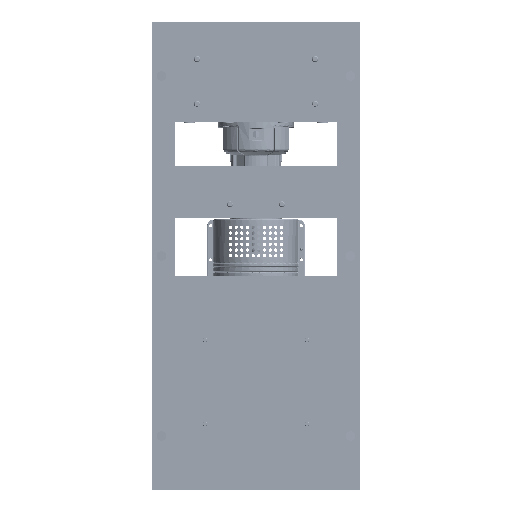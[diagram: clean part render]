
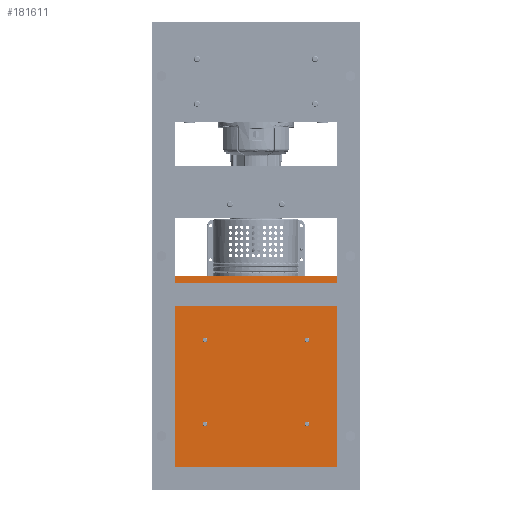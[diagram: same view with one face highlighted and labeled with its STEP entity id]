
A CAD part, front view. The second image highlights one B-rep face of the part: STEP entity #181611.
In plain terms, the highlighted planar face has unit normal (0, -1, 0).
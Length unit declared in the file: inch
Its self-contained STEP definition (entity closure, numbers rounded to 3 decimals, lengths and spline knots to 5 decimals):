
#606 = EDGE_CURVE ( 'NONE', #198510, #42816, #8287, .T. ) ;
#2559 = DIRECTION ( 'NONE',  ( 0., -1., 0. ) ) ;
#3546 = VERTEX_POINT ( 'NONE', #277372 ) ;
#3948 = ORIENTED_EDGE ( 'NONE', *, *, #358995, .F. ) ;
#4526 = ORIENTED_EDGE ( 'NONE', *, *, #169209, .F. ) ;
#7459 = VERTEX_POINT ( 'NONE', #351247 ) ;
#8287 = CIRCLE ( 'NONE', #228282, 0.205 ) ;
#9428 = DIRECTION ( 'NONE',  ( 0., -1., 0. ) ) ;
#9458 = AXIS2_PLACEMENT_3D ( 'NONE', #274351, #93150, #203257 ) ;
#10989 = DIRECTION ( 'NONE',  ( 0., 0., 1. ) ) ;
#11949 = DIRECTION ( 'NONE',  ( 0., -1., 0. ) ) ;
#15451 = VERTEX_POINT ( 'NONE', #446951 ) ;
#15999 = EDGE_CURVE ( 'NONE', #223270, #416869, #209426, .T. ) ;
#23768 = ORIENTED_EDGE ( 'NONE', *, *, #271996, .F. ) ;
#27211 = DIRECTION ( 'NONE',  ( 1., 0., 0. ) ) ;
#34346 = ORIENTED_EDGE ( 'NONE', *, *, #197938, .F. ) ;
#34806 = CARTESIAN_POINT ( 'NONE',  ( -3.59824, 0., 4.25 ) ) ;
#34820 = EDGE_CURVE ( 'NONE', #3546, #258912, #140647, .T. ) ;
#34991 = FACE_BOUND ( 'NONE', #108517, .T. ) ;
#36906 = ORIENTED_EDGE ( 'NONE', *, *, #15999, .F. ) ;
#37059 = DIRECTION ( 'NONE',  ( 0., 0., 1. ) ) ;
#42816 = VERTEX_POINT ( 'NONE', #271441 ) ;
#44655 = LINE ( 'NONE', #85869, #88752 ) ;
#56568 = ORIENTED_EDGE ( 'NONE', *, *, #431394, .F. ) ;
#58548 = AXIS2_PLACEMENT_3D ( 'NONE', #76232, #103900, #276090 ) ;
#60108 = EDGE_LOOP ( 'NONE', ( #36906, #238271 ) ) ;
#65918 = VECTOR ( 'NONE', #276070, 39.37008 ) ;
#76232 = CARTESIAN_POINT ( 'NONE',  ( 0., 0., 0. ) ) ;
#85869 = CARTESIAN_POINT ( 'NONE',  ( 8.75, 0., -8.29 ) ) ;
#88752 = VECTOR ( 'NONE', #402741, 39.37008 ) ;
#89798 = DIRECTION ( 'NONE',  ( 0., 0., 1. ) ) ;
#90215 = CIRCLE ( 'NONE', #9458, 0.205 ) ;
#93150 = DIRECTION ( 'NONE',  ( 0., -1., 0. ) ) ;
#94772 = CARTESIAN_POINT ( 'NONE',  ( 3.60676, 0., 4.25 ) ) ;
#103900 = DIRECTION ( 'NONE',  ( 0., 1., 0. ) ) ;
#104890 = CARTESIAN_POINT ( 'NONE',  ( -3.80324, 0., -4.25 ) ) ;
#108517 = EDGE_LOOP ( 'NONE', ( #23768, #221808 ) ) ;
#115126 = CARTESIAN_POINT ( 'NONE',  ( -3.59824, 0., 4.25 ) ) ;
#115347 = CARTESIAN_POINT ( 'NONE',  ( -3.59824, 0., -4.25 ) ) ;
#116648 = DIRECTION ( 'NONE',  ( 0., -1., 0. ) ) ;
#126745 = CARTESIAN_POINT ( 'NONE',  ( -3.80324, 0., 4.25 ) ) ;
#140010 = EDGE_CURVE ( 'NONE', #416869, #223270, #361958, .T. ) ;
#140319 = VERTEX_POINT ( 'NONE', #376324 ) ;
#140647 = LINE ( 'NONE', #416176, #65918 ) ;
#140866 = CIRCLE ( 'NONE', #405051, 0.205 ) ;
#143839 = EDGE_CURVE ( 'NONE', #140319, #15451, #90215, .T. ) ;
#143975 = CARTESIAN_POINT ( 'NONE',  ( -3.39324, 0., 4.25 ) ) ;
#145099 = DIRECTION ( 'NONE',  ( 0., 0., 1. ) ) ;
#148686 = CARTESIAN_POINT ( 'NONE',  ( 3.40176, 0., 4.25 ) ) ;
#154782 = VERTEX_POINT ( 'NONE', #143975 ) ;
#159837 = VERTEX_POINT ( 'NONE', #412140 ) ;
#165815 = DIRECTION ( 'NONE',  ( 0., -1., 0. ) ) ;
#169209 = EDGE_CURVE ( 'NONE', #258912, #7459, #266544, .T. ) ;
#172560 = AXIS2_PLACEMENT_3D ( 'NONE', #148686, #180869, #327692 ) ;
#178744 = AXIS2_PLACEMENT_3D ( 'NONE', #115347, #11949, #393227 ) ;
#179616 = FACE_OUTER_BOUND ( 'NONE', #281973, .T. ) ;
#180869 = DIRECTION ( 'NONE',  ( 0., -1., 0. ) ) ;
#181611 = ADVANCED_FACE ( 'NONE', ( #278378, #386301, #347286, #34991, #179616 ), #250731, .F. ) ;
#188142 = EDGE_CURVE ( 'NONE', #159837, #3546, #44655, .T. ) ;
#196783 = EDGE_CURVE ( 'NONE', #406626, #154782, #214928, .T. ) ;
#197938 = EDGE_CURVE ( 'NONE', #15451, #140319, #140866, .T. ) ;
#198510 = VERTEX_POINT ( 'NONE', #94772 ) ;
#200268 = CARTESIAN_POINT ( 'NONE',  ( -3.59824, 0., -4.25 ) ) ;
#203257 = DIRECTION ( 'NONE',  ( 0., 0., 1. ) ) ;
#209426 = CIRCLE ( 'NONE', #231680, 0.205 ) ;
#214928 = CIRCLE ( 'NONE', #367990, 0.205 ) ;
#221808 = ORIENTED_EDGE ( 'NONE', *, *, #606, .F. ) ;
#223270 = VERTEX_POINT ( 'NONE', #104890 ) ;
#228282 = AXIS2_PLACEMENT_3D ( 'NONE', #232502, #409332, #372605 ) ;
#231680 = AXIS2_PLACEMENT_3D ( 'NONE', #200268, #165815, #342500 ) ;
#232502 = CARTESIAN_POINT ( 'NONE',  ( 3.40176, 0., 4.25 ) ) ;
#238271 = ORIENTED_EDGE ( 'NONE', *, *, #140010, .F. ) ;
#238395 = CARTESIAN_POINT ( 'NONE',  ( -8.75, 0., 8.29 ) ) ;
#242911 = LINE ( 'NONE', #238395, #285628 ) ;
#250731 = PLANE ( 'NONE',  #58548 ) ;
#254426 = CARTESIAN_POINT ( 'NONE',  ( 3.40176, 0., -4.25 ) ) ;
#258912 = VERTEX_POINT ( 'NONE', #290667 ) ;
#266544 = LINE ( 'NONE', #406684, #451582 ) ;
#268462 = ORIENTED_EDGE ( 'NONE', *, *, #196783, .F. ) ;
#271441 = CARTESIAN_POINT ( 'NONE',  ( 3.19676, 0., 4.25 ) ) ;
#271996 = EDGE_CURVE ( 'NONE', #42816, #198510, #370500, .T. ) ;
#274351 = CARTESIAN_POINT ( 'NONE',  ( 3.40176, 0., -4.25 ) ) ;
#276070 = DIRECTION ( 'NONE',  ( -1., 0., 0. ) ) ;
#276090 = DIRECTION ( 'NONE',  ( 0., 0., 1. ) ) ;
#277372 = CARTESIAN_POINT ( 'NONE',  ( 8.75, 0., -8.29 ) ) ;
#278378 = FACE_BOUND ( 'NONE', #354389, .T. ) ;
#281973 = EDGE_LOOP ( 'NONE', ( #385799, #3948, #4526, #299120 ) ) ;
#285628 = VECTOR ( 'NONE', #27211, 39.37008 ) ;
#290667 = CARTESIAN_POINT ( 'NONE',  ( -8.75, 0., -8.29 ) ) ;
#299120 = ORIENTED_EDGE ( 'NONE', *, *, #34820, .F. ) ;
#327692 = DIRECTION ( 'NONE',  ( 0., 0., 1. ) ) ;
#342500 = DIRECTION ( 'NONE',  ( 0., 0., 1. ) ) ;
#347286 = FACE_BOUND ( 'NONE', #361156, .T. ) ;
#347371 = CARTESIAN_POINT ( 'NONE',  ( -3.39324, 0., -4.25 ) ) ;
#349254 = ORIENTED_EDGE ( 'NONE', *, *, #143839, .F. ) ;
#351247 = CARTESIAN_POINT ( 'NONE',  ( -8.75, 0., 8.29 ) ) ;
#354389 = EDGE_LOOP ( 'NONE', ( #34346, #349254 ) ) ;
#358995 = EDGE_CURVE ( 'NONE', #7459, #159837, #242911, .T. ) ;
#361156 = EDGE_LOOP ( 'NONE', ( #268462, #56568 ) ) ;
#361958 = CIRCLE ( 'NONE', #178744, 0.205 ) ;
#367990 = AXIS2_PLACEMENT_3D ( 'NONE', #34806, #2559, #37059 ) ;
#370500 = CIRCLE ( 'NONE', #172560, 0.205 ) ;
#372605 = DIRECTION ( 'NONE',  ( 0., 0., 1. ) ) ;
#376324 = CARTESIAN_POINT ( 'NONE',  ( 3.60676, 0., -4.25 ) ) ;
#376854 = AXIS2_PLACEMENT_3D ( 'NONE', #115126, #9428, #145099 ) ;
#385799 = ORIENTED_EDGE ( 'NONE', *, *, #188142, .F. ) ;
#386301 = FACE_BOUND ( 'NONE', #60108, .T. ) ;
#393227 = DIRECTION ( 'NONE',  ( 0., 0., 1. ) ) ;
#402741 = DIRECTION ( 'NONE',  ( 0., 0., -1. ) ) ;
#405051 = AXIS2_PLACEMENT_3D ( 'NONE', #254426, #116648, #10989 ) ;
#406137 = CIRCLE ( 'NONE', #376854, 0.205 ) ;
#406626 = VERTEX_POINT ( 'NONE', #126745 ) ;
#406684 = CARTESIAN_POINT ( 'NONE',  ( -8.75, 0., -8.29 ) ) ;
#409332 = DIRECTION ( 'NONE',  ( 0., -1., 0. ) ) ;
#412140 = CARTESIAN_POINT ( 'NONE',  ( 8.75, 0., 8.29 ) ) ;
#416176 = CARTESIAN_POINT ( 'NONE',  ( -8.75, 0., -8.29 ) ) ;
#416869 = VERTEX_POINT ( 'NONE', #347371 ) ;
#431394 = EDGE_CURVE ( 'NONE', #154782, #406626, #406137, .T. ) ;
#446951 = CARTESIAN_POINT ( 'NONE',  ( 3.19676, 0., -4.25 ) ) ;
#451582 = VECTOR ( 'NONE', #89798, 39.37008 ) ;
